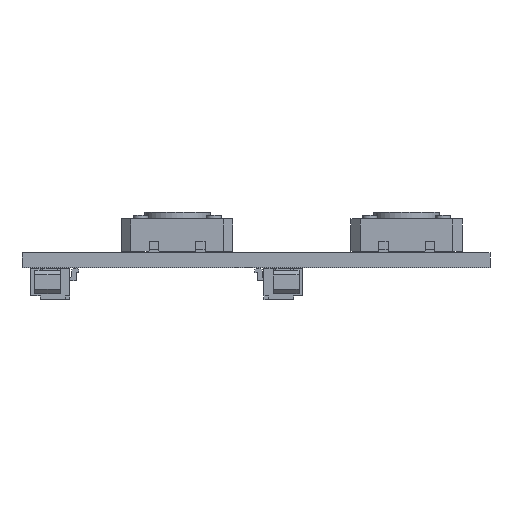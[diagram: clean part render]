
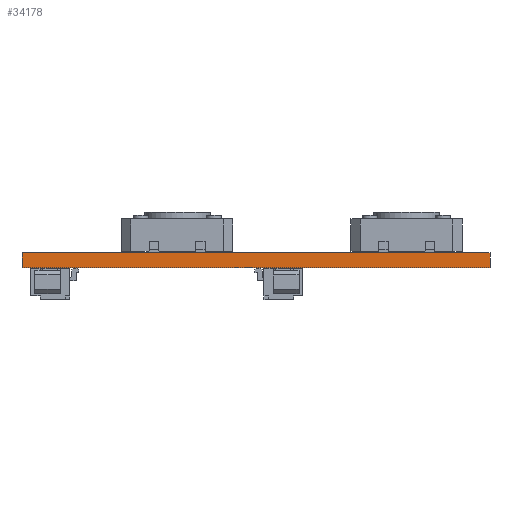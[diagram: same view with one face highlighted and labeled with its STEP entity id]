
A CAD part, front view. The second image highlights one B-rep face of the part: STEP entity #34178.
In plain terms, the highlighted planar face has unit normal (0, -1, 0).
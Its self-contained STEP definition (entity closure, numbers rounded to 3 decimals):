
#33554 = PLANE('',#33555);
#33555 = AXIS2_PLACEMENT_3D('',#33556,#33557,#33558);
#33556 = CARTESIAN_POINT('',(50.5,0.,0.));
#33557 = DIRECTION('',(-1.,0.,0.));
#33558 = DIRECTION('',(0.,1.,0.));
#33582 = PLANE('',#33583);
#33583 = AXIS2_PLACEMENT_3D('',#33584,#33585,#33586);
#33584 = CARTESIAN_POINT('',(27.14,25.11,1.6));
#33585 = DIRECTION('',(0.,0.,1.));
#33586 = DIRECTION('',(1.,0.,0.));
#33636 = PLANE('',#33637);
#33637 = AXIS2_PLACEMENT_3D('',#33638,#33639,#33640);
#33638 = CARTESIAN_POINT('',(27.14,25.11,0.));
#33639 = DIRECTION('',(0.,0.,1.));
#33640 = DIRECTION('',(1.,0.,0.));
#33651 = EDGE_CURVE('',#33652,#33654,#33656,.T.);
#33652 = VERTEX_POINT('',#33653);
#33653 = CARTESIAN_POINT('',(50.5,0.,0.));
#33654 = VERTEX_POINT('',#33655);
#33655 = CARTESIAN_POINT('',(50.5,0.,1.6));
#33656 = SURFACE_CURVE('',#33657,(#33661,#33668),.PCURVE_S1.);
#33657 = LINE('',#33658,#33659);
#33658 = CARTESIAN_POINT('',(50.5,0.,0.));
#33659 = VECTOR('',#33660,1.);
#33660 = DIRECTION('',(0.,0.,1.));
#33661 = PCURVE('',#33554,#33662);
#33662 = DEFINITIONAL_REPRESENTATION('',(#33663),#33667);
#33663 = LINE('',#33664,#33665);
#33664 = CARTESIAN_POINT('',(0.,0.));
#33665 = VECTOR('',#33666,1.);
#33666 = DIRECTION('',(0.,-1.));
#33667 = ( GEOMETRIC_REPRESENTATION_CONTEXT(2) 
PARAMETRIC_REPRESENTATION_CONTEXT() REPRESENTATION_CONTEXT('2D SPACE',''
  ) );
#33668 = PCURVE('',#33669,#33674);
#33669 = PLANE('',#33670);
#33670 = AXIS2_PLACEMENT_3D('',#33671,#33672,#33673);
#33671 = CARTESIAN_POINT('',(0.,0.,0.));
#33672 = DIRECTION('',(0.,1.,0.));
#33673 = DIRECTION('',(1.,0.,0.));
#33674 = DEFINITIONAL_REPRESENTATION('',(#33675),#33679);
#33675 = LINE('',#33676,#33677);
#33676 = CARTESIAN_POINT('',(50.5,0.));
#33677 = VECTOR('',#33678,1.);
#33678 = DIRECTION('',(0.,-1.));
#33679 = ( GEOMETRIC_REPRESENTATION_CONTEXT(2) 
PARAMETRIC_REPRESENTATION_CONTEXT() REPRESENTATION_CONTEXT('2D SPACE',''
  ) );
#33829 = VERTEX_POINT('',#33830);
#33830 = CARTESIAN_POINT('',(0.,0.,0.));
#33844 = PLANE('',#33845);
#33845 = AXIS2_PLACEMENT_3D('',#33846,#33847,#33848);
#33846 = CARTESIAN_POINT('',(0.,34.,0.));
#33847 = DIRECTION('',(1.,0.,0.));
#33848 = DIRECTION('',(0.,-1.,0.));
#33856 = EDGE_CURVE('',#33829,#33652,#33857,.T.);
#33857 = SURFACE_CURVE('',#33858,(#33862,#33869),.PCURVE_S1.);
#33858 = LINE('',#33859,#33860);
#33859 = CARTESIAN_POINT('',(0.,0.,0.));
#33860 = VECTOR('',#33861,1.);
#33861 = DIRECTION('',(1.,0.,0.));
#33862 = PCURVE('',#33636,#33863);
#33863 = DEFINITIONAL_REPRESENTATION('',(#33864),#33868);
#33864 = LINE('',#33865,#33866);
#33865 = CARTESIAN_POINT('',(-27.14,-25.11));
#33866 = VECTOR('',#33867,1.);
#33867 = DIRECTION('',(1.,0.));
#33868 = ( GEOMETRIC_REPRESENTATION_CONTEXT(2) 
PARAMETRIC_REPRESENTATION_CONTEXT() REPRESENTATION_CONTEXT('2D SPACE',''
  ) );
#33869 = PCURVE('',#33669,#33870);
#33870 = DEFINITIONAL_REPRESENTATION('',(#33871),#33875);
#33871 = LINE('',#33872,#33873);
#33872 = CARTESIAN_POINT('',(0.,0.));
#33873 = VECTOR('',#33874,1.);
#33874 = DIRECTION('',(1.,0.));
#33875 = ( GEOMETRIC_REPRESENTATION_CONTEXT(2) 
PARAMETRIC_REPRESENTATION_CONTEXT() REPRESENTATION_CONTEXT('2D SPACE',''
  ) );
#34031 = VERTEX_POINT('',#34032);
#34032 = CARTESIAN_POINT('',(0.,0.,1.6));
#34053 = EDGE_CURVE('',#34031,#33654,#34054,.T.);
#34054 = SURFACE_CURVE('',#34055,(#34059,#34066),.PCURVE_S1.);
#34055 = LINE('',#34056,#34057);
#34056 = CARTESIAN_POINT('',(0.,0.,1.6));
#34057 = VECTOR('',#34058,1.);
#34058 = DIRECTION('',(1.,0.,0.));
#34059 = PCURVE('',#33582,#34060);
#34060 = DEFINITIONAL_REPRESENTATION('',(#34061),#34065);
#34061 = LINE('',#34062,#34063);
#34062 = CARTESIAN_POINT('',(-27.14,-25.11));
#34063 = VECTOR('',#34064,1.);
#34064 = DIRECTION('',(1.,0.));
#34065 = ( GEOMETRIC_REPRESENTATION_CONTEXT(2) 
PARAMETRIC_REPRESENTATION_CONTEXT() REPRESENTATION_CONTEXT('2D SPACE',''
  ) );
#34066 = PCURVE('',#33669,#34067);
#34067 = DEFINITIONAL_REPRESENTATION('',(#34068),#34072);
#34068 = LINE('',#34069,#34070);
#34069 = CARTESIAN_POINT('',(0.,-1.6));
#34070 = VECTOR('',#34071,1.);
#34071 = DIRECTION('',(1.,0.));
#34072 = ( GEOMETRIC_REPRESENTATION_CONTEXT(2) 
PARAMETRIC_REPRESENTATION_CONTEXT() REPRESENTATION_CONTEXT('2D SPACE',''
  ) );
#34178 = ADVANCED_FACE('',(#34179),#33669,.F.);
#34179 = FACE_BOUND('',#34180,.F.);
#34180 = EDGE_LOOP('',(#34181,#34202,#34203,#34204));
#34181 = ORIENTED_EDGE('',*,*,#34182,.T.);
#34182 = EDGE_CURVE('',#33829,#34031,#34183,.T.);
#34183 = SURFACE_CURVE('',#34184,(#34188,#34195),.PCURVE_S1.);
#34184 = LINE('',#34185,#34186);
#34185 = CARTESIAN_POINT('',(0.,0.,0.));
#34186 = VECTOR('',#34187,1.);
#34187 = DIRECTION('',(0.,0.,1.));
#34188 = PCURVE('',#33669,#34189);
#34189 = DEFINITIONAL_REPRESENTATION('',(#34190),#34194);
#34190 = LINE('',#34191,#34192);
#34191 = CARTESIAN_POINT('',(0.,0.));
#34192 = VECTOR('',#34193,1.);
#34193 = DIRECTION('',(0.,-1.));
#34194 = ( GEOMETRIC_REPRESENTATION_CONTEXT(2) 
PARAMETRIC_REPRESENTATION_CONTEXT() REPRESENTATION_CONTEXT('2D SPACE',''
  ) );
#34195 = PCURVE('',#33844,#34196);
#34196 = DEFINITIONAL_REPRESENTATION('',(#34197),#34201);
#34197 = LINE('',#34198,#34199);
#34198 = CARTESIAN_POINT('',(34.,0.));
#34199 = VECTOR('',#34200,1.);
#34200 = DIRECTION('',(0.,-1.));
#34201 = ( GEOMETRIC_REPRESENTATION_CONTEXT(2) 
PARAMETRIC_REPRESENTATION_CONTEXT() REPRESENTATION_CONTEXT('2D SPACE',''
  ) );
#34202 = ORIENTED_EDGE('',*,*,#34053,.T.);
#34203 = ORIENTED_EDGE('',*,*,#33651,.F.);
#34204 = ORIENTED_EDGE('',*,*,#33856,.F.);
